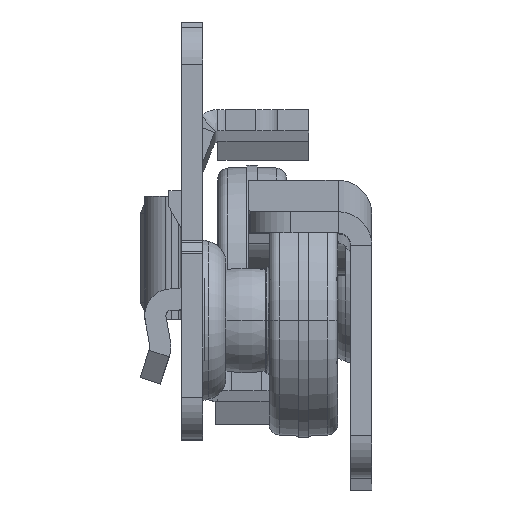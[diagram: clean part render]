
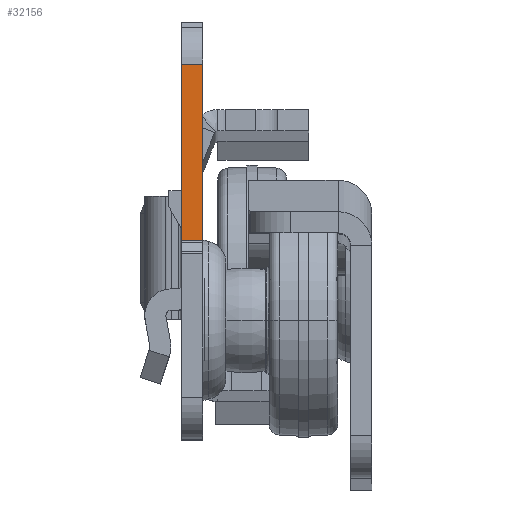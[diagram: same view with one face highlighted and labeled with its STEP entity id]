
A CAD part, top view. The second image highlights one B-rep face of the part: STEP entity #32156.
In plain terms, the highlighted planar face has unit normal (0, 0, 1).
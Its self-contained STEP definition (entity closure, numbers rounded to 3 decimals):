
#1059 = PLANE ( 'NONE',  #12719 ) ;
#1418 = DIRECTION ( 'NONE',  ( 1., 0., 0. ) ) ;
#2126 = LINE ( 'NONE', #34408, #43297 ) ;
#2577 = VERTEX_POINT ( 'NONE', #15202 ) ;
#5500 = ORIENTED_EDGE ( 'NONE', *, *, #51104, .F. ) ;
#10503 = VECTOR ( 'NONE', #10738, 1000. ) ;
#10738 = DIRECTION ( 'NONE',  ( 0., -1., 0. ) ) ;
#10907 = CARTESIAN_POINT ( 'NONE',  ( -111.859, 0.554, -1. ) ) ;
#11088 = CARTESIAN_POINT ( 'NONE',  ( -2., 0.554, -1. ) ) ;
#12719 = AXIS2_PLACEMENT_3D ( 'NONE', #33098, #45496, #17371 ) ;
#13333 = CARTESIAN_POINT ( 'NONE',  ( 0., 17.25, -1. ) ) ;
#14178 = CARTESIAN_POINT ( 'NONE',  ( -111.859, 17.25, -1. ) ) ;
#15202 = CARTESIAN_POINT ( 'NONE',  ( -2., 17.25, -1. ) ) ;
#15977 = VECTOR ( 'NONE', #52296, 1000. ) ;
#16059 = LINE ( 'NONE', #10907, #15977 ) ;
#17371 = DIRECTION ( 'NONE',  ( 0., -1., 0. ) ) ;
#18146 = DIRECTION ( 'NONE',  ( 0., 1., 0. ) ) ;
#19699 = CARTESIAN_POINT ( 'NONE',  ( 0., 17.25, -1. ) ) ;
#20295 = VERTEX_POINT ( 'NONE', #27809 ) ;
#27809 = CARTESIAN_POINT ( 'NONE',  ( 0., 0.554, -1. ) ) ;
#28276 = VECTOR ( 'NONE', #1418, 1000. ) ;
#30290 = EDGE_CURVE ( 'NONE', #2577, #44045, #51232, .T. ) ;
#32156 = ADVANCED_FACE ( 'NONE', ( #37978 ), #1059, .T. ) ;
#33098 = CARTESIAN_POINT ( 'NONE',  ( -111.859, 17.25, -1. ) ) ;
#33414 = ORIENTED_EDGE ( 'NONE', *, *, #43433, .T. ) ;
#34408 = CARTESIAN_POINT ( 'NONE',  ( -2., 17.25, -1. ) ) ;
#36688 = EDGE_LOOP ( 'NONE', ( #33414, #5500, #51001, #39969 ) ) ;
#37978 = FACE_OUTER_BOUND ( 'NONE', #36688, .T. ) ;
#39969 = ORIENTED_EDGE ( 'NONE', *, *, #49956, .F. ) ;
#43297 = VECTOR ( 'NONE', #18146, 1000. ) ;
#43433 = EDGE_CURVE ( 'NONE', #48947, #20295, #16059, .T. ) ;
#44045 = VERTEX_POINT ( 'NONE', #13333 ) ;
#44050 = LINE ( 'NONE', #19699, #10503 ) ;
#45496 = DIRECTION ( 'NONE',  ( 0., 0., 1. ) ) ;
#48947 = VERTEX_POINT ( 'NONE', #11088 ) ;
#49956 = EDGE_CURVE ( 'NONE', #48947, #2577, #2126, .T. ) ;
#51001 = ORIENTED_EDGE ( 'NONE', *, *, #30290, .F. ) ;
#51104 = EDGE_CURVE ( 'NONE', #44045, #20295, #44050, .T. ) ;
#51232 = LINE ( 'NONE', #14178, #28276 ) ;
#52296 = DIRECTION ( 'NONE',  ( 1., 0., 0. ) ) ;
